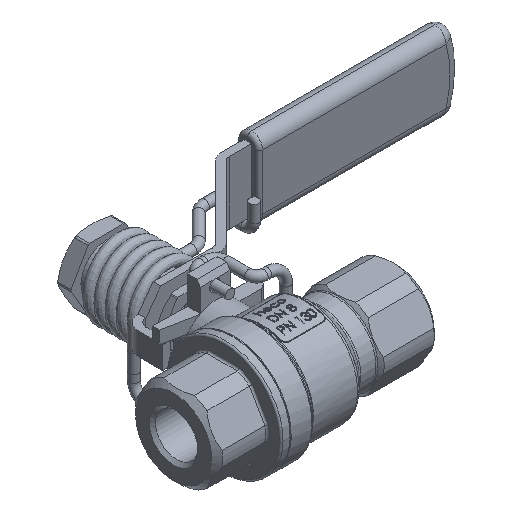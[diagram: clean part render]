
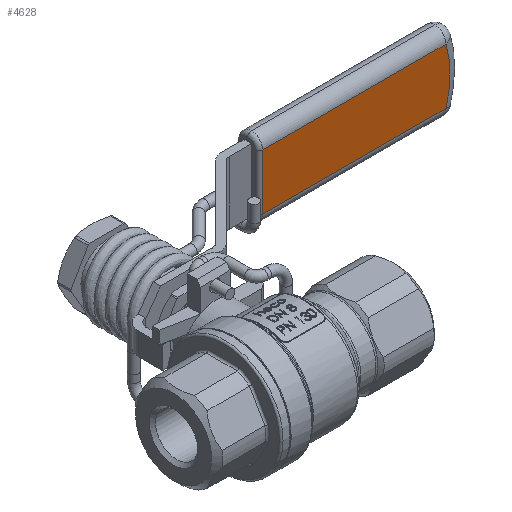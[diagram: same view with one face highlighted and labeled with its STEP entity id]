
A CAD part, isometric view. The second image highlights one B-rep face of the part: STEP entity #4628.
In plain terms, the highlighted planar face has unit normal (0, -1, 0).
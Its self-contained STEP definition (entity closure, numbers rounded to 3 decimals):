
#188 = CARTESIAN_POINT ( 'NONE',  ( 41.485, 47.5, -7.501 ) ) ;
#772 = DIRECTION ( 'NONE',  ( -1., 0., 0. ) ) ;
#2035 = VECTOR ( 'NONE', #24031, 1000. ) ;
#4628 = ADVANCED_FACE ( 'NONE', ( #29528 ), #20912, .F. ) ;
#5892 = EDGE_CURVE ( 'NONE', #17348, #26695, #14426, .T. ) ;
#6448 = DIRECTION ( 'NONE',  ( 0., -1., 0. ) ) ;
#7039 = DIRECTION ( 'NONE',  ( 0., 1., 0. ) ) ;
#7604 = CARTESIAN_POINT ( 'NONE',  ( 41.485, 47.5, 7.501 ) ) ;
#8248 = DIRECTION ( 'NONE',  ( 1., 0., 0. ) ) ;
#10143 = CARTESIAN_POINT ( 'NONE',  ( 95., 47.5, 10.5 ) ) ;
#10333 = LINE ( 'NONE', #13050, #18711 ) ;
#10680 = CARTESIAN_POINT ( 'NONE',  ( 90.938, 47.5, 7.501 ) ) ;
#10782 = VECTOR ( 'NONE', #8248, 1000. ) ;
#11332 = ORIENTED_EDGE ( 'NONE', *, *, #26714, .T. ) ;
#12122 = ORIENTED_EDGE ( 'NONE', *, *, #5892, .T. ) ;
#13050 = CARTESIAN_POINT ( 'NONE',  ( 95., 47.5, 7.501 ) ) ;
#14426 = CIRCLE ( 'NONE', #19157, 27.001 ) ;
#15423 = DIRECTION ( 'NONE',  ( -1., 0., 0. ) ) ;
#15876 = EDGE_CURVE ( 'NONE', #22635, #17348, #19592, .T. ) ;
#17348 = VERTEX_POINT ( 'NONE', #20168 ) ;
#18711 = VECTOR ( 'NONE', #15423, 1000. ) ;
#18749 = CARTESIAN_POINT ( 'NONE',  ( 41.485, 47.5, 10.5 ) ) ;
#19157 = AXIS2_PLACEMENT_3D ( 'NONE', #31304, #6448, #772 ) ;
#19592 = LINE ( 'NONE', #23347, #10782 ) ;
#20168 = CARTESIAN_POINT ( 'NONE',  ( 90.938, 47.5, -7.501 ) ) ;
#20912 = PLANE ( 'NONE',  #22437 ) ;
#21116 = LINE ( 'NONE', #18749, #2035 ) ;
#22437 = AXIS2_PLACEMENT_3D ( 'NONE', #10143, #7039, #26593 ) ;
#22635 = VERTEX_POINT ( 'NONE', #188 ) ;
#23347 = CARTESIAN_POINT ( 'NONE',  ( 93.102, 47.5, -7.501 ) ) ;
#23723 = EDGE_LOOP ( 'NONE', ( #11332, #28733, #29806, #12122 ) ) ;
#24031 = DIRECTION ( 'NONE',  ( 0., 0., -1. ) ) ;
#26593 = DIRECTION ( 'NONE',  ( -1., 0., 0. ) ) ;
#26695 = VERTEX_POINT ( 'NONE', #10680 ) ;
#26714 = EDGE_CURVE ( 'NONE', #26695, #29987, #10333, .T. ) ;
#28733 = ORIENTED_EDGE ( 'NONE', *, *, #34519, .T. ) ;
#29528 = FACE_OUTER_BOUND ( 'NONE', #23723, .T. ) ;
#29806 = ORIENTED_EDGE ( 'NONE', *, *, #15876, .T. ) ;
#29987 = VERTEX_POINT ( 'NONE', #7604 ) ;
#31304 = CARTESIAN_POINT ( 'NONE',  ( 65., 47.5, 0. ) ) ;
#34519 = EDGE_CURVE ( 'NONE', #29987, #22635, #21116, .T. ) ;
